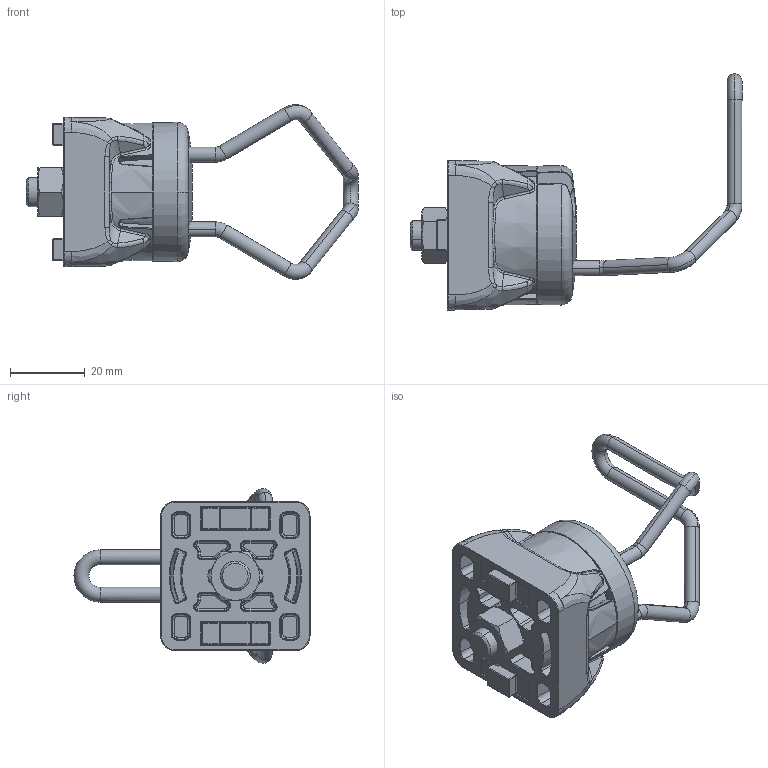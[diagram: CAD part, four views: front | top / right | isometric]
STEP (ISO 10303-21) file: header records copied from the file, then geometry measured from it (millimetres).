
FILE_DESCRIPTION (( 'STEP AP203' ), '1' );
FILE_NAME ('172498.step', '2025-08-14T18:11:09', ( '' ), ( '' ), 'SwSTEP 2.0', 'SolidWorks 2024', '' );
FILE_SCHEMA (( 'CONFIG_CONTROL_DESIGN' ));
Products named in the file (1): 172498
Bounding box: 88.85 x 63.2 x 46.71 mm (x, y, z)
Volume: 41250.5 mm3; surface area: 22498.1 mm2
Topology: 7 solids, 7 shells, 1259 faces, 2965 edges, 1690 vertices
Faces by surface type: cylinder 308, bspline 288, plane 222, torus 214, cone 150, sphere 77
Entity records: 46224 total; most frequent: CARTESIAN_POINT 19746, ORIENTED_EDGE 5842, DIRECTION 5309, EDGE_CURVE 2921, AXIS2_PLACEMENT_3D 2254, VERTEX_POINT 1686, CIRCLE 1282, EDGE_LOOP 1279
